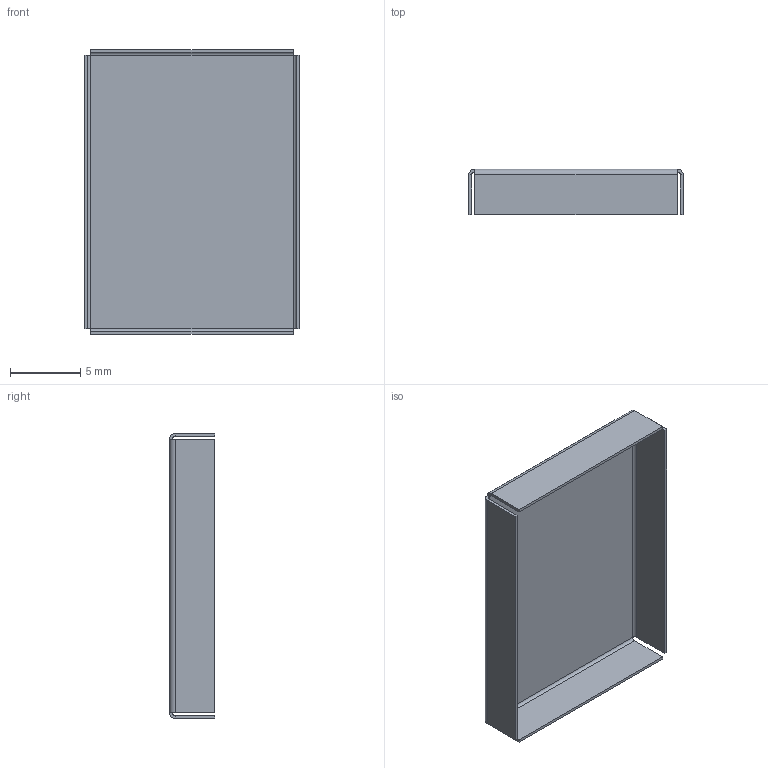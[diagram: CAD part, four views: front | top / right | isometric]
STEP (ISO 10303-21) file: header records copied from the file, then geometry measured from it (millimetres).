
FILE_DESCRIPTION((''),'2;1');
FILE_NAME('S02-20150300','2014-08-15T',('sbennett'),(''),'PRO/ENGINEER BY PARAMETRIC TECHNOLOGY CORPORATION, 2014090','PRO/ENGINEER BY PARAMETRIC TECHNOLOGY CORPORATION, 2014090','');
FILE_SCHEMA(('CONFIG_CONTROL_DESIGN'));
Length unit declared in the file: millimetre
Products named in the file (1): S02-20150300
Bounding box: 15.2 x 3.2 x 20.2 mm (x, y, z)
Volume: 98.6 mm3; surface area: 1033.2 mm2
Topology: 1 solids, 1 shells, 591 faces, 1654 edges, 1092 vertices
Faces by surface type: plane 566, cylinder 25
Entity records: 23622 total; most frequent: CARTESIAN_POINT 3337, ORIENTED_EDGE 3308, DIRECTION 2886, PRESENTATION_STYLE_ASSIGNMENT 1655, STYLED_ITEM 1655, CURVE_STYLE 1654, EDGE_CURVE 1654, VECTOR 1604
